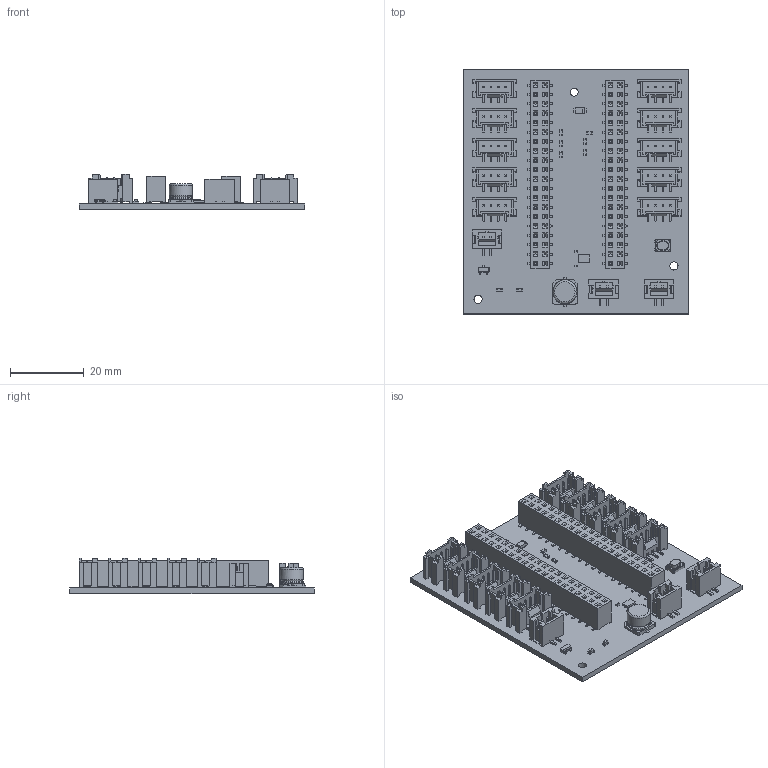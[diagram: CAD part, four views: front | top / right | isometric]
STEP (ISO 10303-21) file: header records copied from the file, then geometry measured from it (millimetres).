
FILE_DESCRIPTION(('KiCad electronic assembly'),'2;1');
FILE_NAME('racershield-v1-2.step','2025-07-11T07:40:42',('Pcbnew'),( 'Kicad'),'Open CASCADE STEP processor 7.8','KiCad to STEP converter' ,'Unknown');
FILE_SCHEMA(('AUTOMOTIVE_DESIGN { 1 0 10303 214 1 1 1 1 }'));
Length unit declared in the file: millimetre
Products named in the file (30): racershield-v1-2 1; Nexperia_CFP3_SOD-123W; racershield-v1-2 1.1.1; GROVE-HW4-SMD-2.0; R_0603_1608Metric; PTS815_SJM_250_SMTR_LFS; DSS0012A; BODY-SON; FRAME-DSS0012A; SOLID; PIN1-ID; B2B-PH-SM4-TB; PinSocket_2x20_P2.54mm_Vertical_SMD; C_0402_1005Metric; C_Elec_6.3x5.4; SOT-23; LED_0603_1608Metric; fredo_PCB
Assembly tree (48 placements, depth 4):
  racershield-v1-2 1
    Nexperia_CFP3_SOD-123W
      racershield-v1-2 1.1.1
    GROVE-HW4-SMD-2.0  x10
    R_0603_1608Metric  x6
    PTS815_SJM_250_SMTR_LFS
    DSS0012A
      BODY-SON
      FRAME-DSS0012A
        SOLID
        SOLID
        SOLID
        SOLID
        SOLID
        SOLID
        SOLID
        SOLID
        SOLID
        SOLID
        SOLID
        SOLID
        SOLID
      PIN1-ID
    B2B-PH-SM4-TB  x3
    PinSocket_2x20_P2.54mm_Vertical_SMD  x2
    C_0402_1005Metric  x2
    C_Elec_6.3x5.4
    SOT-23
    LED_0603_1608Metric  x2
    fredo_PCB
Bounding box: 61 x 66 x 9.49 mm (x, y, z)
Volume: 12130.1 mm3; surface area: 20392.8 mm2
Topology: 55 solids, 55 shells, 5522 faces, 14186 edges, 9021 vertices
Faces by surface type: plane 4895, cylinder 588, bspline 28, sphere 8, torus 2, revolution 1
Full cylindrical faces by diameter (mm): 0.02 x1, 1.2 x4, 2.2 x3, 6.3 x2
Entity records: 83319 total; most frequent: CARTESIAN_POINT 11684, ORIENTED_EDGE 11046, DIRECTION 10320, EDGE_CURVE 5523, LINE 4929, VECTOR 4929, VERTEX_POINT 3521, AXIS2_PLACEMENT_3D 2695
